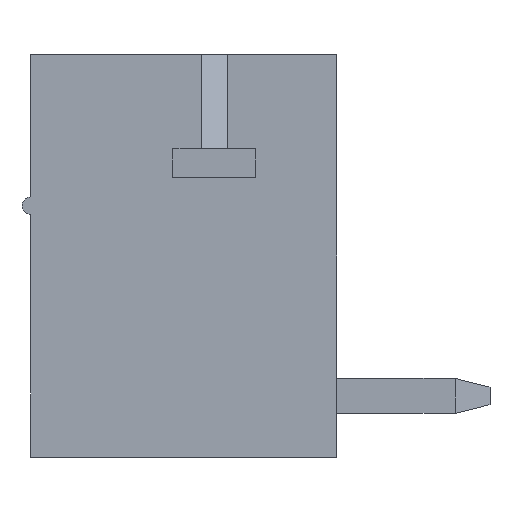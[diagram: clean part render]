
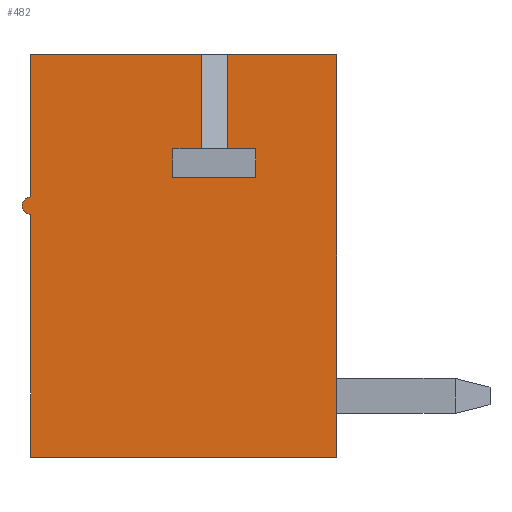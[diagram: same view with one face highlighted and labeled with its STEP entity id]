
A CAD part, left-side view. The second image highlights one B-rep face of the part: STEP entity #482.
In plain terms, the highlighted planar face has unit normal (-1, 0, 0).
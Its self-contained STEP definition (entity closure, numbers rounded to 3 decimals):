
#482 = ADVANCED_FACE( '', ( #1063 ), #1064, .F. );
#1063 = FACE_OUTER_BOUND( '', #1760, .T. );
#1064 = PLANE( '', #1761 );
#1760 = EDGE_LOOP( '', ( #3029, #3030, #3031, #3032, #3033, #3034, #3035, #3036, #3037, #3038, #3039, #3040, #3041, #3042 ) );
#1761 = AXIS2_PLACEMENT_3D( '', #3043, #3044, #3045 );
#3029 = ORIENTED_EDGE( '', *, *, #4783, .T. );
#3030 = ORIENTED_EDGE( '', *, *, #4784, .T. );
#3031 = ORIENTED_EDGE( '', *, *, #4726, .F. );
#3032 = ORIENTED_EDGE( '', *, *, #4423, .T. );
#3033 = ORIENTED_EDGE( '', *, *, #4582, .T. );
#3034 = ORIENTED_EDGE( '', *, *, #4494, .T. );
#3035 = ORIENTED_EDGE( '', *, *, #4322, .F. );
#3036 = ORIENTED_EDGE( '', *, *, #4785, .F. );
#3037 = ORIENTED_EDGE( '', *, *, #4723, .F. );
#3038 = ORIENTED_EDGE( '', *, *, #4786, .T. );
#3039 = ORIENTED_EDGE( '', *, *, #4787, .T. );
#3040 = ORIENTED_EDGE( '', *, *, #4770, .T. );
#3041 = ORIENTED_EDGE( '', *, *, #4788, .T. );
#3042 = ORIENTED_EDGE( '', *, *, #4478, .T. );
#3043 = CARTESIAN_POINT( '', ( -8.215, 0., 0. ) );
#3044 = DIRECTION( '', ( 1., 0., 0. ) );
#3045 = DIRECTION( '', ( 0., 0., -1. ) );
#4322 = EDGE_CURVE( '', #5182, #5184, #5185, .T. );
#4423 = EDGE_CURVE( '', #5359, #5361, #5363, .T. );
#4478 = EDGE_CURVE( '', #5456, #5457, #5458, .T. );
#4494 = EDGE_CURVE( '', #5483, #5184, #5485, .T. );
#4582 = EDGE_CURVE( '', #5361, #5483, #5630, .F. );
#4723 = EDGE_CURVE( '', #5214, #5856, #5857, .T. );
#4726 = EDGE_CURVE( '', #5359, #5217, #5860, .T. );
#4770 = EDGE_CURVE( '', #5927, #5928, #5929, .T. );
#4783 = EDGE_CURVE( '', #5457, #5948, #5949, .T. );
#4784 = EDGE_CURVE( '', #5948, #5217, #5950, .T. );
#4785 = EDGE_CURVE( '', #5856, #5182, #5951, .T. );
#4786 = EDGE_CURVE( '', #5214, #5952, #5953, .T. );
#4787 = EDGE_CURVE( '', #5952, #5927, #5954, .T. );
#4788 = EDGE_CURVE( '', #5928, #5456, #5955, .T. );
#5182 = VERTEX_POINT( '', #6448 );
#5184 = VERTEX_POINT( '', #6451 );
#5185 = LINE( '', #6452, #6453 );
#5214 = VERTEX_POINT( '', #6496 );
#5217 = VERTEX_POINT( '', #6500 );
#5359 = VERTEX_POINT( '', #6699 );
#5361 = VERTEX_POINT( '', #6702 );
#5363 = LINE( '', #6705, #6706 );
#5456 = VERTEX_POINT( '', #6841 );
#5457 = VERTEX_POINT( '', #6842 );
#5458 = LINE( '', #6843, #6844 );
#5483 = VERTEX_POINT( '', #6880 );
#5485 = LINE( '', #6883, #6884 );
#5630 = CIRCLE( '', #7095, 0.2 );
#5856 = VERTEX_POINT( '', #7431 );
#5857 = LINE( '', #7432, #7433 );
#5860 = LINE( '', #7438, #7439 );
#5927 = VERTEX_POINT( '', #7540 );
#5928 = VERTEX_POINT( '', #7541 );
#5929 = LINE( '', #7542, #7543 );
#5948 = VERTEX_POINT( '', #7570 );
#5949 = LINE( '', #7571, #7572 );
#5950 = LINE( '', #7573, #7574 );
#5951 = LINE( '', #7575, #7576 );
#5952 = VERTEX_POINT( '', #7577 );
#5953 = LINE( '', #7578, #7579 );
#5954 = LINE( '', #7580, #7581 );
#5955 = LINE( '', #7582, #7583 );
#6448 = CARTESIAN_POINT( '', ( -8.215, -3.6, -4.6 ) );
#6451 = CARTESIAN_POINT( '', ( -8.215, 3.4, -4.6 ) );
#6452 = CARTESIAN_POINT( '', ( -8.215, -3.6, -4.6 ) );
#6453 = VECTOR( '', #8205, 1000. );
#6496 = CARTESIAN_POINT( '', ( -8.215, -1.1, 4.6 ) );
#6500 = CARTESIAN_POINT( '', ( -8.215, -0.5, 4.6 ) );
#6699 = CARTESIAN_POINT( '', ( -8.215, 3.4, 4.6 ) );
#6702 = CARTESIAN_POINT( '', ( -8.215, 3.4, 1.35 ) );
#6705 = CARTESIAN_POINT( '', ( -8.215, 3.4, 0. ) );
#6706 = VECTOR( '', #8313, 1000. );
#6841 = CARTESIAN_POINT( '', ( -8.215, 0.15, 1.8 ) );
#6842 = CARTESIAN_POINT( '', ( -8.215, 0.15, 2.45 ) );
#6843 = CARTESIAN_POINT( '', ( -8.215, 0.15, 1.8 ) );
#6844 = VECTOR( '', #8359, 1000. );
#6880 = CARTESIAN_POINT( '', ( -8.215, 3.4, 0.95 ) );
#6883 = CARTESIAN_POINT( '', ( -8.215, 3.4, 0. ) );
#6884 = VECTOR( '', #8372, 1000. );
#7095 = AXIS2_PLACEMENT_3D( '', #8445, #8446, #8447 );
#7431 = CARTESIAN_POINT( '', ( -8.215, -3.6, 4.6 ) );
#7432 = CARTESIAN_POINT( '', ( -8.215, 3.6, 4.6 ) );
#7433 = VECTOR( '', #8585, 1000. );
#7438 = CARTESIAN_POINT( '', ( -8.215, 3.6, 4.6 ) );
#7439 = VECTOR( '', #8588, 1000. );
#7540 = CARTESIAN_POINT( '', ( -8.215, -1.75, 2.45 ) );
#7541 = CARTESIAN_POINT( '', ( -8.215, -1.75, 1.8 ) );
#7542 = CARTESIAN_POINT( '', ( -8.215, -1.75, 2.45 ) );
#7543 = VECTOR( '', #8623, 1000. );
#7570 = CARTESIAN_POINT( '', ( -8.215, -0.5, 2.45 ) );
#7571 = CARTESIAN_POINT( '', ( -8.215, 0.15, 2.45 ) );
#7572 = VECTOR( '', #8635, 1000. );
#7573 = CARTESIAN_POINT( '', ( -8.215, -0.5, 2.45 ) );
#7574 = VECTOR( '', #8636, 1000. );
#7575 = CARTESIAN_POINT( '', ( -8.215, -3.6, 4.6 ) );
#7576 = VECTOR( '', #8637, 1000. );
#7577 = CARTESIAN_POINT( '', ( -8.215, -1.1, 2.45 ) );
#7578 = CARTESIAN_POINT( '', ( -8.215, -1.1, 4.6 ) );
#7579 = VECTOR( '', #8638, 1000. );
#7580 = CARTESIAN_POINT( '', ( -8.215, -1.1, 2.45 ) );
#7581 = VECTOR( '', #8639, 1000. );
#7582 = CARTESIAN_POINT( '', ( -8.215, -1.75, 1.8 ) );
#7583 = VECTOR( '', #8640, 1000. );
#8205 = DIRECTION( '', ( 0., 1., 0. ) );
#8313 = DIRECTION( '', ( 0., 0., -1. ) );
#8359 = DIRECTION( '', ( 0., 0., 1. ) );
#8372 = DIRECTION( '', ( 0., 0., -1. ) );
#8445 = CARTESIAN_POINT( '', ( -8.215, 3.4, 1.15 ) );
#8446 = DIRECTION( '', ( 1., 0., 0. ) );
#8447 = DIRECTION( '', ( 0., 0., -1. ) );
#8585 = DIRECTION( '', ( 0., -1., 0. ) );
#8588 = DIRECTION( '', ( 0., -1., 0. ) );
#8623 = DIRECTION( '', ( 0., 0., -1. ) );
#8635 = DIRECTION( '', ( 0., -1., 0. ) );
#8636 = DIRECTION( '', ( 0., 0., 1. ) );
#8637 = DIRECTION( '', ( 0., 0., -1. ) );
#8638 = DIRECTION( '', ( 0., 0., -1. ) );
#8639 = DIRECTION( '', ( 0., -1., 0. ) );
#8640 = DIRECTION( '', ( 0., 1., 0. ) );
